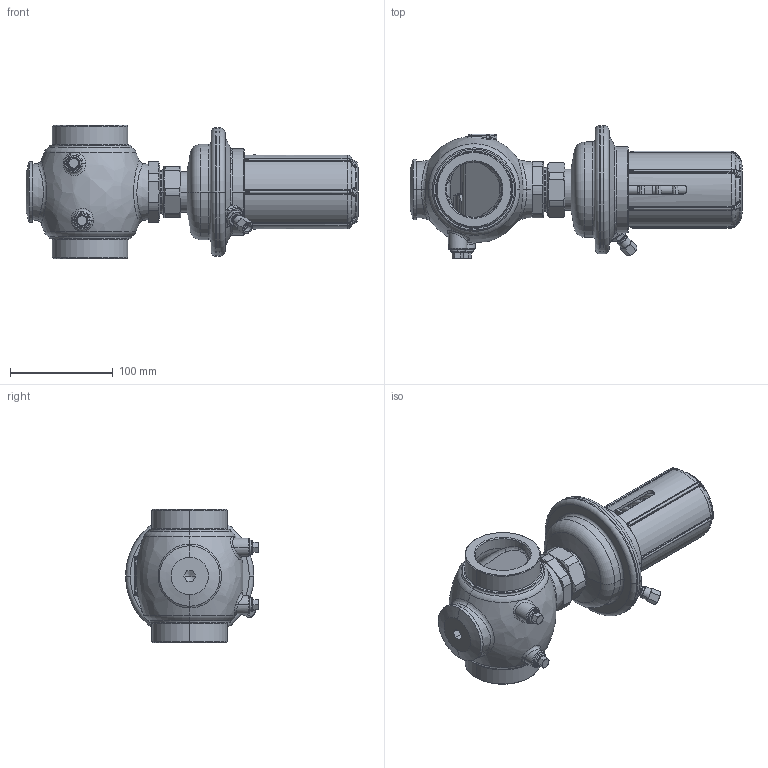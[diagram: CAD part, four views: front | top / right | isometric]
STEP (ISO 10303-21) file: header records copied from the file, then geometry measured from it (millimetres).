
FILE_DESCRIPTION((''),'2;1');
FILE_NAME('003H6290','2015-02-24T',('u317927'),('Danfoss'),'PRO/ENGINEER BY PARAMETRIC TECHNOLOGY CORPORATION, 2014000','PRO/ENGINEER BY PARAMETRIC TECHNOLOGY CORPORATION, 2014000','');
FILE_SCHEMA(('CONFIG_CONTROL_DESIGN'));
Products named in the file (1): 003H6290
Bounding box: 323.7 x 129.59 x 130 mm (x, y, z)
Volume: 824345.8 mm3; surface area: 284761.8 mm2
Topology: 2 solids, 2 shells, 1280 faces, 2950 edges, 1735 vertices
Faces by surface type: cylinder 305, plane 304, bspline 260, cone 201, torus 197, sphere 13
Entity records: 52258 total; most frequent: CARTESIAN_POINT 24870, ORIENTED_EDGE 5884, DIRECTION 5582, EDGE_CURVE 2942, AXIS2_PLACEMENT_3D 2401, VERTEX_POINT 1735, EDGE_LOOP 1385, CIRCLE 1381
